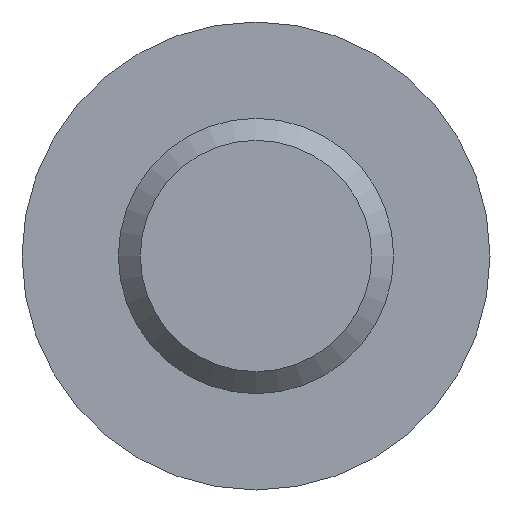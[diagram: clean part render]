
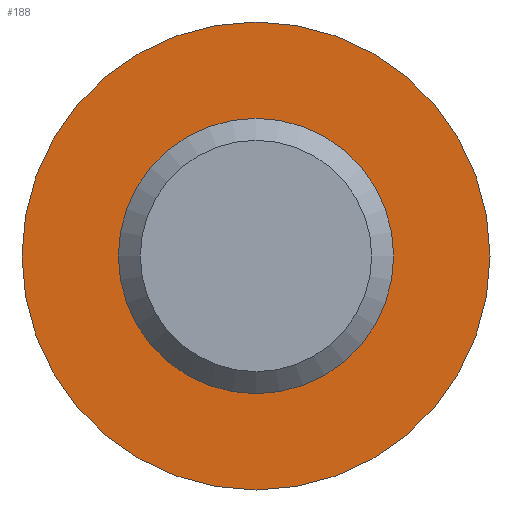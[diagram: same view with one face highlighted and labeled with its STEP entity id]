
A CAD part, front view. The second image highlights one B-rep face of the part: STEP entity #188.
In plain terms, the highlighted planar face has unit normal (0, -1, 0).
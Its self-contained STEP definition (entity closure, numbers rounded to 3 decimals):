
#26 = ORIENTED_EDGE ( 'NONE', *, *, #289, .F. ) ;
#31 = FACE_BOUND ( 'NONE', #423, .T. ) ;
#40 = PLANE ( 'NONE',  #521 ) ;
#53 = AXIS2_PLACEMENT_3D ( 'NONE', #535, #167, #62 ) ;
#62 = DIRECTION ( 'NONE',  ( 0., 0., -1. ) ) ;
#79 = ORIENTED_EDGE ( 'NONE', *, *, #478, .T. ) ;
#98 = DIRECTION ( 'NONE',  ( 0., -1., 0. ) ) ;
#113 = CIRCLE ( 'NONE', #500, 2.5 ) ;
#114 = CIRCLE ( 'NONE', #53, 4.25 ) ;
#126 = DIRECTION ( 'NONE',  ( 0., 1., 0. ) ) ;
#167 = DIRECTION ( 'NONE',  ( 0., -1., 0. ) ) ;
#169 = DIRECTION ( 'NONE',  ( 0., 0., 1. ) ) ;
#182 = DIRECTION ( 'NONE',  ( 0., 0., -1. ) ) ;
#188 = ADVANCED_FACE ( 'NONE', ( #31, #368 ), #40, .F. ) ;
#262 = VERTEX_POINT ( 'NONE', #354 ) ;
#289 = EDGE_CURVE ( 'NONE', #262, #262, #113, .T. ) ;
#354 = CARTESIAN_POINT ( 'NONE',  ( 0., 20., -2.5 ) ) ;
#368 = FACE_OUTER_BOUND ( 'NONE', #457, .T. ) ;
#379 = CARTESIAN_POINT ( 'NONE',  ( -2.5, 20., 0. ) ) ;
#385 = CARTESIAN_POINT ( 'NONE',  ( 0., 20., 0. ) ) ;
#389 = VERTEX_POINT ( 'NONE', #402 ) ;
#402 = CARTESIAN_POINT ( 'NONE',  ( 0., 20., -4.25 ) ) ;
#423 = EDGE_LOOP ( 'NONE', ( #26 ) ) ;
#457 = EDGE_LOOP ( 'NONE', ( #79 ) ) ;
#478 = EDGE_CURVE ( 'NONE', #389, #389, #114, .T. ) ;
#500 = AXIS2_PLACEMENT_3D ( 'NONE', #385, #98, #182 ) ;
#521 = AXIS2_PLACEMENT_3D ( 'NONE', #379, #126, #169 ) ;
#535 = CARTESIAN_POINT ( 'NONE',  ( 0., 20., 0. ) ) ;
